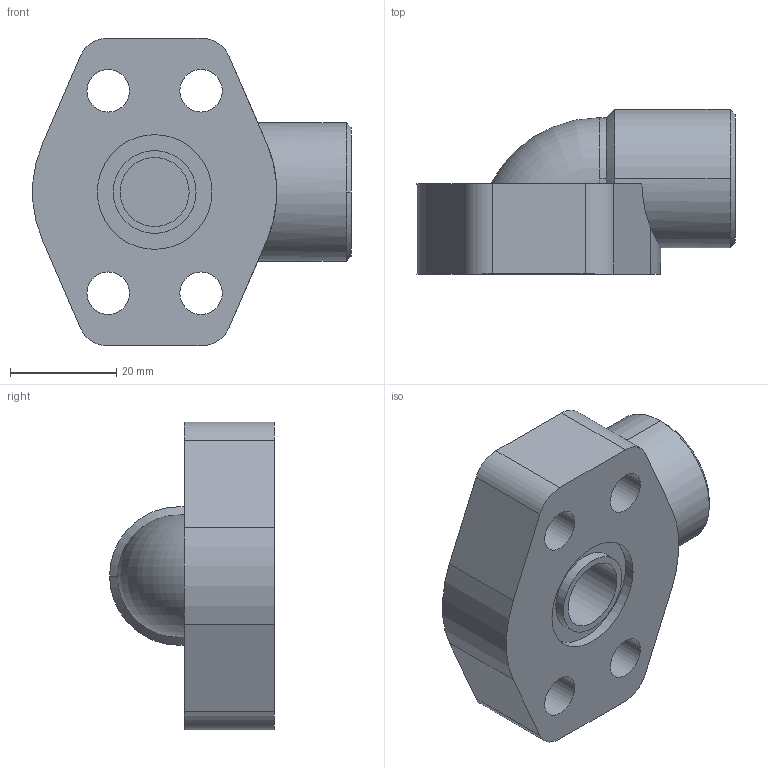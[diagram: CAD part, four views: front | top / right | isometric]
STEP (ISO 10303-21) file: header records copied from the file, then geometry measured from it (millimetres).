
FILE_DESCRIPTION(('STEP AP214'),'1');
FILE_NAME('b4-051.stp','2021-01-28T15:39:40',('TraceParts'),('TraceParts S.A.'),'Spatial InterOp 3D',' ',' ');
FILE_SCHEMA(('AUTOMOTIVE_DESIGN { 1 0 10303 214 1 1 1 1 }'));
Length unit declared in the file: millimetre
Products named in the file (1): b4-051
Bounding box: 59.92 x 31.04 x 58 mm (x, y, z)
Volume: 38879.2 mm3; surface area: 12547.1 mm2
Topology: 1 solids, 1 shells, 47 faces, 121 edges, 80 vertices
Faces by surface type: cylinder 27, plane 13, cone 6, torus 1
Entity records: 1591 total; most frequent: CARTESIAN_POINT 356, DIRECTION 277, ORIENTED_EDGE 242, EDGE_CURVE 121, AXIS2_PLACEMENT_3D 112, VERTEX_POINT 80, CIRCLE 62, EDGE_LOOP 59
